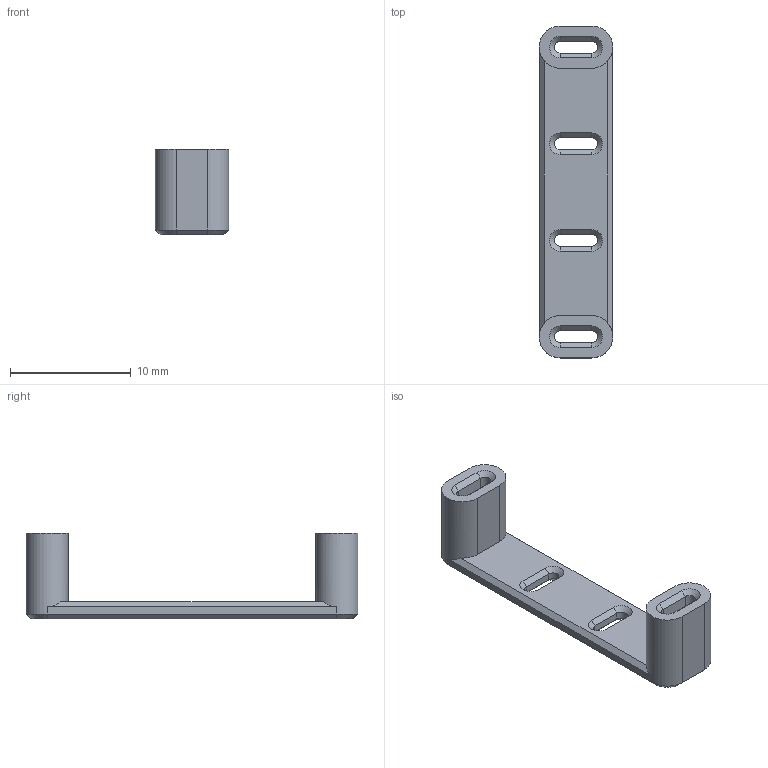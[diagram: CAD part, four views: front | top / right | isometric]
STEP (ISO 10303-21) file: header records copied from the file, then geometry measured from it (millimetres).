
FILE_DESCRIPTION(/* description */ (''),/* implementation_level */ '2;1');
FILE_NAME(/* name */ 'LED Spacer.step',/* time_stamp */ '2023-07-15T12:56:53-07:00',/* author */ (''),/* organization */ (''),/* preprocessor_version */ 'ST-DEVELOPER v19.2',/* originating_system */ 'Autodesk Translation Framework v12.6.0.85',/* authorisation */ '');
FILE_SCHEMA (('AUTOMOTIVE_DESIGN { 1 0 10303 214 3 1 1 }'));
Length unit declared in the file: millimetre
Products named in the file (1): LED Spacer
Bounding box: 6.1 x 27.5 x 7.1 mm (x, y, z)
Volume: 372.5 mm3; surface area: 679.8 mm2
Topology: 1 solids, 1 shells, 72 faces, 170 edges, 100 vertices
Faces by surface type: plane 40, cone 20, cylinder 12
Entity records: 2075 total; most frequent: DIRECTION 368, CARTESIAN_POINT 343, ORIENTED_EDGE 340, EDGE_CURVE 170, AXIS2_PLACEMENT_3D 125, LINE 118, VECTOR 118, VERTEX_POINT 100
